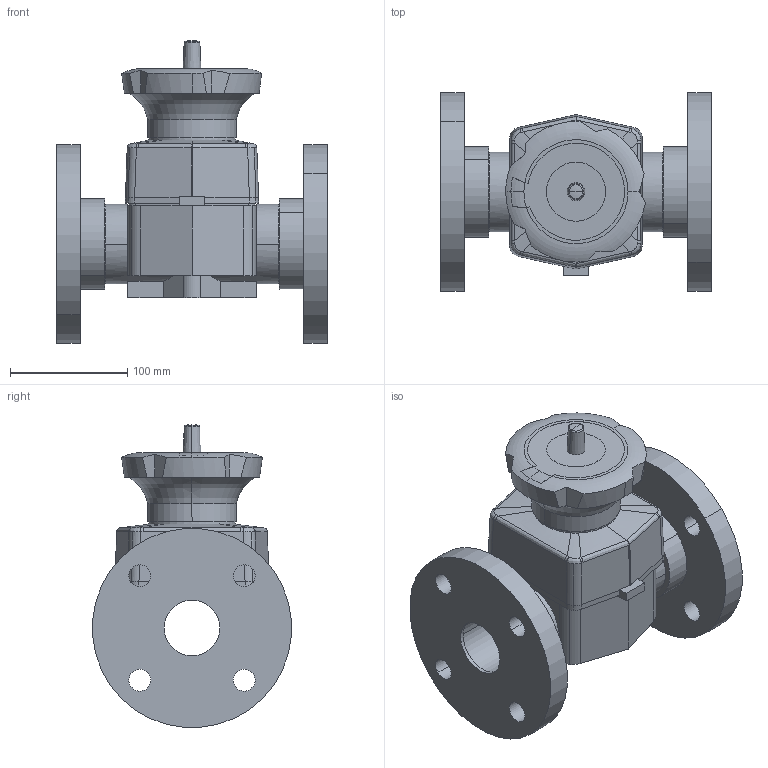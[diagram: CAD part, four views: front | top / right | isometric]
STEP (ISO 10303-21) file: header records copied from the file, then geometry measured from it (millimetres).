
FILE_DESCRIPTION(('STEP AP214'),'1');
FILE_NAME('dkov063e.stp','2017-04-07T15:25:10',('TraceParts'),('TraceParts S.A.'),'Spatial InterOp 3D',' ',' ');
FILE_SCHEMA(('automotive_design'));
Length unit declared in the file: millimetre
Products named in the file (6): dkov063e_1; dkov063e_2; dkov063e_3; dkov063e_4; dkov063e_5; dkov063e_6
Bounding box: 231 x 169.45 x 258.18 mm (x, y, z)
Volume: 2661273.1 mm3; surface area: 335072.8 mm2
Topology: 6 solids, 6 shells, 230 faces, 591 edges, 382 vertices
Faces by surface type: cylinder 94, plane 89, bspline 30, cone 9, torus 8
Entity records: 10634 total; most frequent: CARTESIAN_POINT 3044, DIRECTION 1178, ORIENTED_EDGE 1178, EDGE_CURVE 589, AXIS2_PLACEMENT_3D 459, VERTEX_POINT 382, EDGE_LOOP 263, LINE 260
